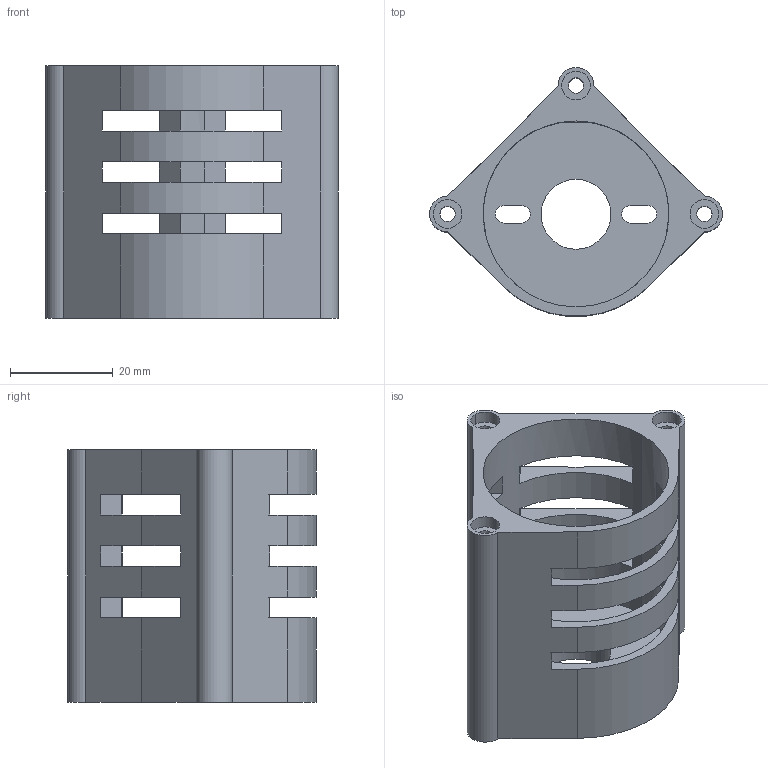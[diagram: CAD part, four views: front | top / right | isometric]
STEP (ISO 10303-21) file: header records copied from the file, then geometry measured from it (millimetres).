
FILE_DESCRIPTION((''),'2;1');
FILE_NAME('MOTOR_HOUSING','2021-12-29T15:35:35',('user'),(''),'CREO PARAMETRIC BY PTC INC, 2021063','CREO PARAMETRIC BY PTC INC, 2021063','');
FILE_SCHEMA(('CONFIG_CONTROL_DESIGN'));
Length unit declared in the file: millimetre
Products named in the file (1): MOTOR_HOUSING
Bounding box: 57 x 48.38 x 49.25 mm (x, y, z)
Volume: 26777.8 mm3; surface area: 16796.2 mm2
Topology: 1 solids, 1 shells, 89 faces, 270 edges, 180 vertices
Faces by surface type: plane 58, cylinder 31
Entity records: 3142 total; most frequent: ORIENTED_EDGE 540, CARTESIAN_POINT 539, DIRECTION 528, EDGE_CURVE 270, VECTOR 190, LINE 190, VERTEX_POINT 180, AXIS2_PLACEMENT_3D 169
